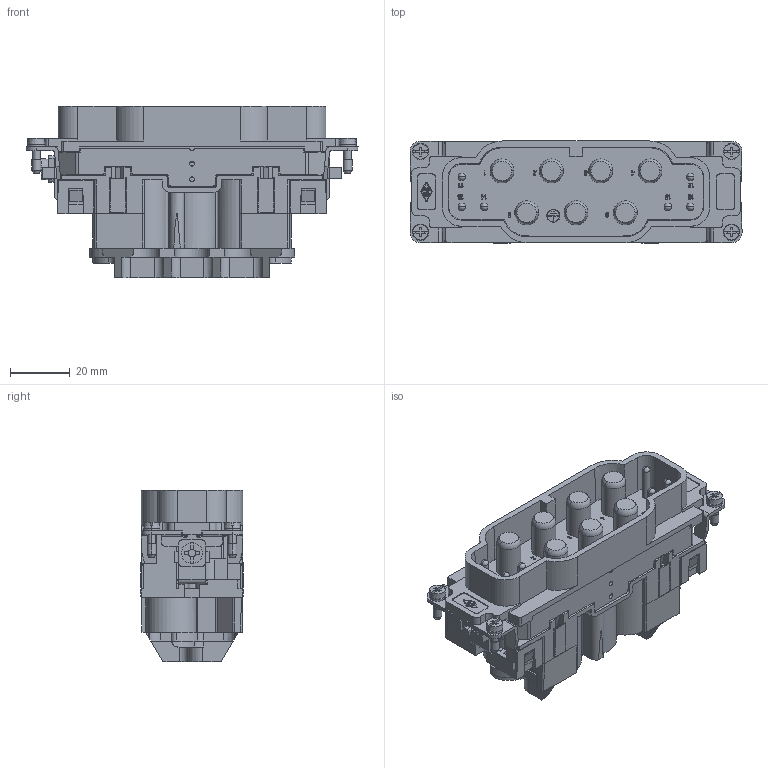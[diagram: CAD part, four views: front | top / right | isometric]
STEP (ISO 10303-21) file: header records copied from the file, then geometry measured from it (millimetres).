
FILE_DESCRIPTION(('Creo Elements/Direct Modeling STEP Export'),'2;1');
FILE_NAME('0ln7uvk4528aq2c4004','2016-10-04T16:43:16',(''),(''),'PTC Creo Elements/Direct Modeling STEP processor for AP214 (Solid Model)','PTC Creo Elements/Direct Modeling 19.0E 27-Jun-2016 (C) Parametric Technology GmbH','');
FILE_SCHEMA(('AUTOMOTIVE_DESIGN { 1 0 10303 214 1 1 1 1 }'));
Length unit declared in the file: millimetre
Products named in the file (2): CXM_6-6
Assembly tree (1 placements, depth 2):
  CXM_6-6
    CXM_6-6
Bounding box: 111 x 34.4 x 57.5 mm (x, y, z)
Volume: 99503 mm3; surface area: 40891 mm2
Topology: 1 solids, 2 shells, 2480 faces, 8330 edges, 5936 vertices
Faces by surface type: plane 1978, cylinder 396, cone 40, torus 28, bspline 22, sphere 16
Entity records: 114073 total; most frequent: CARTESIAN_POINT 21857, ORIENTED_EDGE 16636, DIRECTION 13219, EDGE_CURVE 8314, VECTOR 6931, LINE 6931, VERTEX_POINT 5936, AXIS2_PLACEMENT_3D 3144
